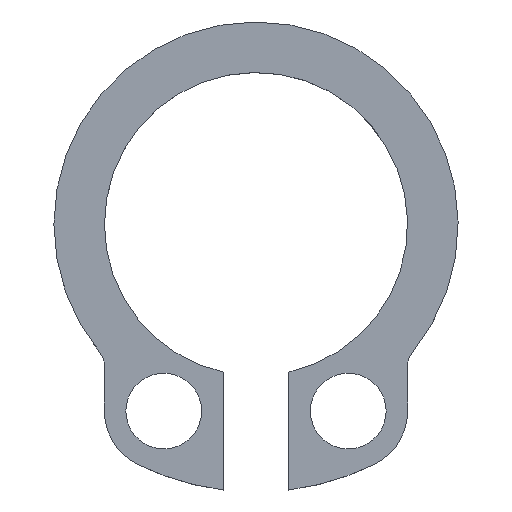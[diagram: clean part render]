
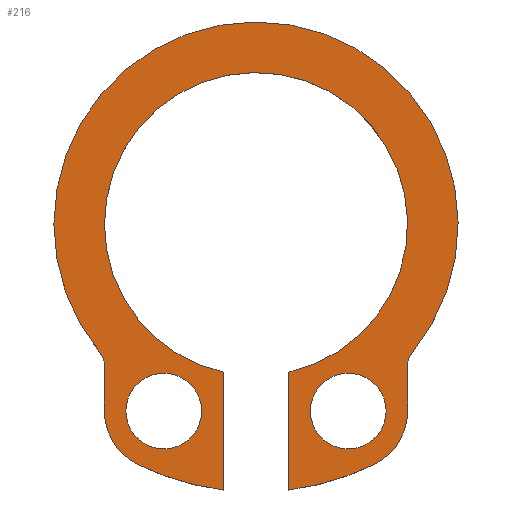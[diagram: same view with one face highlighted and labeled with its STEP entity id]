
A CAD part, top view. The second image highlights one B-rep face of the part: STEP entity #216.
In plain terms, the highlighted planar face has unit normal (0, 0, 1).
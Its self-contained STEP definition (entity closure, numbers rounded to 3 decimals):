
#47=CARTESIAN_POINT('',(0.252,3.657,0.75));
#48=DIRECTION('',(0.0,0.0,1.0));
#49=DIRECTION('',(1.0,0.0,-0.0));
#50=AXIS2_PLACEMENT_3D('',#47,#48,#49);
#51=PLANE('',#50);
#52=CARTESIAN_POINT('',(-2.323,-0.043,0.75));
#53=VERTEX_POINT('',#52);
#54=CARTESIAN_POINT('',(-0.823,-0.043,0.75));
#55=VERTEX_POINT('',#54);
#56=CARTESIAN_POINT('',(-1.573,-0.043,0.75));
#57=DIRECTION('',(0.0,0.0,1.0));
#58=DIRECTION('',(1.0,0.0,-0.0));
#59=AXIS2_PLACEMENT_3D('',#56,#57,#58);
#60=CIRCLE('',#59,0.75);
#61=EDGE_CURVE('',#53,#55,#60,.T.);
#62=ORIENTED_EDGE('',*,*,#61,.F.);
#63=CARTESIAN_POINT('',(-1.573,-0.043,0.75));
#64=DIRECTION('',(0.0,0.0,1.0));
#65=DIRECTION('',(1.0,0.0,-0.0));
#66=AXIS2_PLACEMENT_3D('',#63,#64,#65);
#67=CIRCLE('',#66,0.75);
#68=EDGE_CURVE('',#55,#53,#67,.T.);
#69=ORIENTED_EDGE('',*,*,#68,.F.);
#70=EDGE_LOOP('',(#62,#69));
#71=FACE_BOUND('',#70,.T.);
#72=CARTESIAN_POINT('',(-2.093,-1.096,0.75));
#73=VERTEX_POINT('',#72);
#74=CARTESIAN_POINT('',(-0.398,-1.603,0.75));
#75=VERTEX_POINT('',#74);
#76=CARTESIAN_POINT('',(0.252,3.657,0.75));
#77=DIRECTION('',(0.0,0.0,1.0));
#78=DIRECTION('',(1.0,0.0,-0.0));
#79=AXIS2_PLACEMENT_3D('',#76,#77,#78);
#80=CIRCLE('',#79,5.3);
#81=EDGE_CURVE('',#73,#75,#80,.T.);
#82=ORIENTED_EDGE('',*,*,#81,.T.);
#83=CARTESIAN_POINT('',(-0.398,0.728,0.75));
#84=VERTEX_POINT('',#83);
#85=CARTESIAN_POINT('',(-0.398,-1.603,0.75));
#86=DIRECTION('',(0.0,1.0,0.0));
#87=VECTOR('',#86,2.331);
#88=LINE('',#85,#87);
#89=EDGE_CURVE('',#75,#84,#88,.T.);
#90=ORIENTED_EDGE('',*,*,#89,.T.);
#91=CARTESIAN_POINT('',(-2.748,3.657,0.75));
#92=VERTEX_POINT('',#91);
#93=CARTESIAN_POINT('',(0.252,3.657,0.75));
#94=DIRECTION('',(0.0,0.0,1.0));
#95=DIRECTION('',(1.0,0.0,-0.0));
#96=AXIS2_PLACEMENT_3D('',#93,#94,#95);
#97=CIRCLE('',#96,3.0);
#98=EDGE_CURVE('',#92,#84,#97,.T.);
#99=ORIENTED_EDGE('',*,*,#98,.F.);
#100=CARTESIAN_POINT('',(0.902,0.728,0.75));
#101=VERTEX_POINT('',#100);
#102=CARTESIAN_POINT('',(0.252,3.657,0.75));
#103=DIRECTION('',(0.0,0.0,1.0));
#104=DIRECTION('',(1.0,0.0,-0.0));
#105=AXIS2_PLACEMENT_3D('',#102,#103,#104);
#106=CIRCLE('',#105,3.0);
#107=EDGE_CURVE('',#101,#92,#106,.T.);
#108=ORIENTED_EDGE('',*,*,#107,.F.);
#109=CARTESIAN_POINT('',(0.902,-1.603,0.75));
#110=VERTEX_POINT('',#109);
#111=CARTESIAN_POINT('',(0.902,-1.603,0.75));
#112=DIRECTION('',(0.0,1.0,0.0));
#113=VECTOR('',#112,2.331);
#114=LINE('',#111,#113);
#115=EDGE_CURVE('',#110,#101,#114,.T.);
#116=ORIENTED_EDGE('',*,*,#115,.F.);
#117=CARTESIAN_POINT('',(2.597,-1.096,0.75));
#118=VERTEX_POINT('',#117);
#119=CARTESIAN_POINT('',(0.252,3.657,0.75));
#120=DIRECTION('',(0.0,0.0,1.0));
#121=DIRECTION('',(1.0,0.0,-0.0));
#122=AXIS2_PLACEMENT_3D('',#119,#120,#121);
#123=CIRCLE('',#122,5.3);
#124=EDGE_CURVE('',#110,#118,#123,.T.);
#125=ORIENTED_EDGE('',*,*,#124,.T.);
#126=CARTESIAN_POINT('',(3.252,-0.043,0.75));
#127=VERTEX_POINT('',#126);
#128=CARTESIAN_POINT('',(2.077,-0.043,0.75));
#129=DIRECTION('',(0.0,0.0,1.0));
#130=DIRECTION('',(1.0,0.0,-0.0));
#131=AXIS2_PLACEMENT_3D('',#128,#129,#130);
#132=CIRCLE('',#131,1.175);
#133=EDGE_CURVE('',#118,#127,#132,.T.);
#134=ORIENTED_EDGE('',*,*,#133,.T.);
#135=CARTESIAN_POINT('',(3.252,0.855,0.75));
#136=VERTEX_POINT('',#135);
#137=CARTESIAN_POINT('',(3.252,-0.043,0.75));
#138=DIRECTION('',(0.,1.0,0.0));
#139=VECTOR('',#138,0.898);
#140=LINE('',#137,#139);
#141=EDGE_CURVE('',#127,#136,#140,.T.);
#142=ORIENTED_EDGE('',*,*,#141,.T.);
#143=CARTESIAN_POINT('',(3.348,1.124,0.75));
#144=VERTEX_POINT('',#143);
#145=CARTESIAN_POINT('',(3.677,0.855,0.75));
#146=DIRECTION('',(0.0,0.0,-1.0));
#147=DIRECTION('',(-1.0,0.0,0.0));
#148=AXIS2_PLACEMENT_3D('',#145,#146,#147);
#149=CIRCLE('',#148,0.425);
#150=EDGE_CURVE('',#136,#144,#149,.T.);
#151=ORIENTED_EDGE('',*,*,#150,.T.);
#152=CARTESIAN_POINT('',(-3.748,3.657,0.75));
#153=VERTEX_POINT('',#152);
#154=CARTESIAN_POINT('',(0.252,3.657,0.75));
#155=DIRECTION('',(0.0,0.0,1.0));
#156=DIRECTION('',(1.0,0.0,-0.0));
#157=AXIS2_PLACEMENT_3D('',#154,#155,#156);
#158=CIRCLE('',#157,4.);
#159=EDGE_CURVE('',#144,#153,#158,.T.);
#160=ORIENTED_EDGE('',*,*,#159,.T.);
#161=CARTESIAN_POINT('',(-2.844,1.124,0.75));
#162=VERTEX_POINT('',#161);
#163=CARTESIAN_POINT('',(0.252,3.657,0.75));
#164=DIRECTION('',(0.0,0.0,1.0));
#165=DIRECTION('',(1.0,0.0,-0.0));
#166=AXIS2_PLACEMENT_3D('',#163,#164,#165);
#167=CIRCLE('',#166,4.);
#168=EDGE_CURVE('',#153,#162,#167,.T.);
#169=ORIENTED_EDGE('',*,*,#168,.T.);
#170=CARTESIAN_POINT('',(-2.748,0.855,0.75));
#171=VERTEX_POINT('',#170);
#172=CARTESIAN_POINT('',(-3.173,0.855,0.75));
#173=DIRECTION('',(0.0,0.0,1.0));
#174=DIRECTION('',(1.0,0.0,-0.0));
#175=AXIS2_PLACEMENT_3D('',#172,#173,#174);
#176=CIRCLE('',#175,0.425);
#177=EDGE_CURVE('',#171,#162,#176,.T.);
#178=ORIENTED_EDGE('',*,*,#177,.F.);
#179=CARTESIAN_POINT('',(-2.748,-0.043,0.75));
#180=VERTEX_POINT('',#179);
#181=CARTESIAN_POINT('',(-2.748,-0.043,0.75));
#182=DIRECTION('',(0.,1.0,0.0));
#183=VECTOR('',#182,0.898);
#184=LINE('',#181,#183);
#185=EDGE_CURVE('',#180,#171,#184,.T.);
#186=ORIENTED_EDGE('',*,*,#185,.F.);
#187=CARTESIAN_POINT('',(-1.573,-0.043,0.75));
#188=DIRECTION('',(0.0,0.0,1.0));
#189=DIRECTION('',(1.0,0.0,-0.0));
#190=AXIS2_PLACEMENT_3D('',#187,#188,#189);
#191=CIRCLE('',#190,1.175);
#192=EDGE_CURVE('',#180,#73,#191,.T.);
#193=ORIENTED_EDGE('',*,*,#192,.T.);
#194=EDGE_LOOP('',(#82,#90,#99,#108,#116,#125,#134,#142,#151,#160,#169,#178,#186,#193));
#195=FACE_BOUND('',#194,.T.);
#196=CARTESIAN_POINT('',(1.327,-0.043,0.75));
#197=VERTEX_POINT('',#196);
#198=CARTESIAN_POINT('',(2.827,-0.043,0.75));
#199=VERTEX_POINT('',#198);
#200=CARTESIAN_POINT('',(2.077,-0.043,0.75));
#201=DIRECTION('',(0.0,0.0,1.0));
#202=DIRECTION('',(1.0,0.0,-0.0));
#203=AXIS2_PLACEMENT_3D('',#200,#201,#202);
#204=CIRCLE('',#203,0.75);
#205=EDGE_CURVE('',#197,#199,#204,.T.);
#206=ORIENTED_EDGE('',*,*,#205,.F.);
#207=CARTESIAN_POINT('',(2.077,-0.043,0.75));
#208=DIRECTION('',(0.0,0.0,1.0));
#209=DIRECTION('',(1.0,0.0,-0.0));
#210=AXIS2_PLACEMENT_3D('',#207,#208,#209);
#211=CIRCLE('',#210,0.75);
#212=EDGE_CURVE('',#199,#197,#211,.T.);
#213=ORIENTED_EDGE('',*,*,#212,.F.);
#214=EDGE_LOOP('',(#206,#213));
#215=FACE_BOUND('',#214,.T.);
#216=ADVANCED_FACE('',(#71,#195,#215),#51,.T.);
